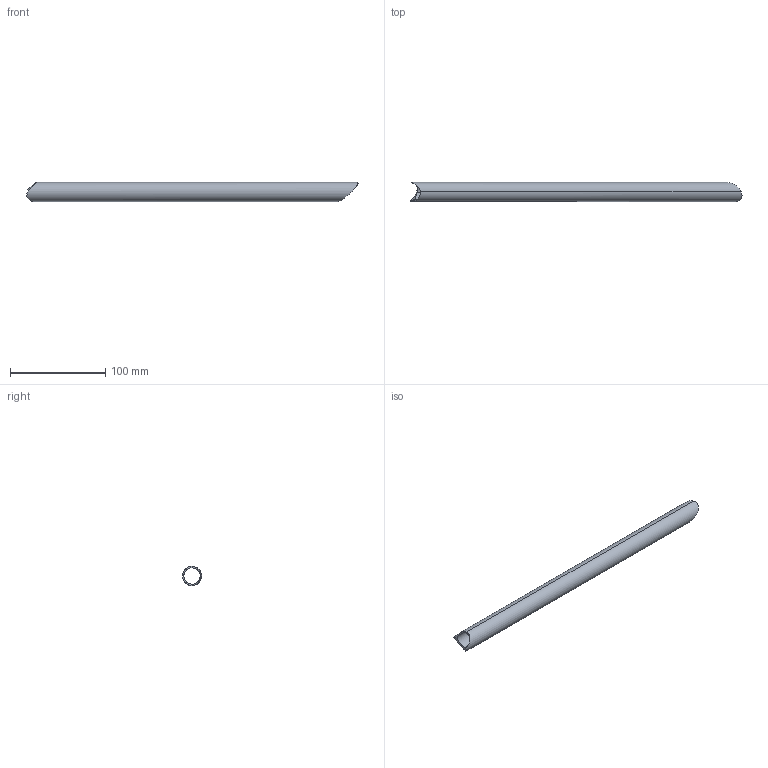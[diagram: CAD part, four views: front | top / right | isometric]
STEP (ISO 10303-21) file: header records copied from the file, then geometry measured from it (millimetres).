
FILE_DESCRIPTION(('STEP AP214'),'1');
FILE_NAME('50.stp','2018-12-06T16:07:43',(' '),(' '),'Spatial InterOp 3D',' ',' ');
FILE_SCHEMA(('automotive_design'));
Length unit declared in the file: metre
Products named in the file (2): 50; 50(1)
Assembly tree (1 placements, depth 2):
  50
    50(1)
Bounding box: 348.04 x 19.97 x 20.01 mm (x, y, z)
Volume: 28792 mm3; surface area: 38684.2 mm2
Topology: 1 solids, 1 shells, 11 faces, 35 edges, 25 vertices
Faces by surface type: cylinder 10, plane 1
Entity records: 753 total; most frequent: CARTESIAN_POINT 289, DIRECTION 73, ORIENTED_EDGE 70, EDGE_CURVE 35, AXIS2_PLACEMENT_3D 33, VERTEX_POINT 25, ELLIPSE 17, STYLED_ITEM 12
